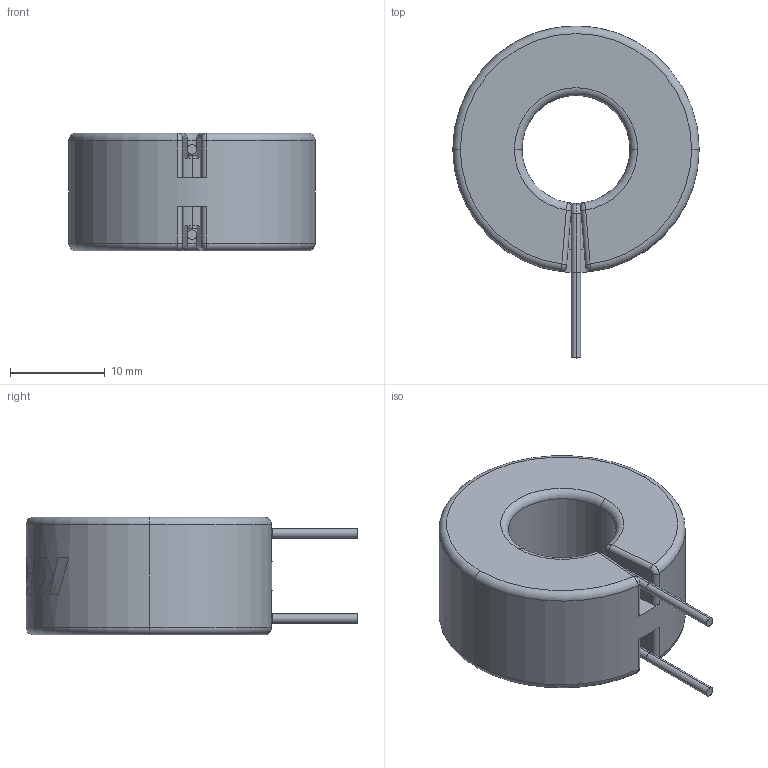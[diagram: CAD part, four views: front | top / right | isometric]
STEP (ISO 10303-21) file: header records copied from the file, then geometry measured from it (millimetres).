
FILE_DESCRIPTION (( 'STEP AP214' ), '1' );
FILE_NAME ('SHBC12-1R0A0051V.STEP', '2019-01-29T06:20:40', ( '' ), ( '' ), 'SwSTEP 2.0', 'SolidWorks 2018', '' );
FILE_SCHEMA (( 'AUTOMOTIVE_DESIGN' ));
Length unit declared in the file: millimetre
Products named in the file (1): SHBC12-1R0A0051V
Bounding box: 26 x 35 x 12.4 mm (x, y, z)
Volume: 5232.9 mm3; surface area: 2409.1 mm2
Topology: 1 solids, 1 shells, 80 faces, 246 edges, 169 vertices
Faces by surface type: cylinder 42, torus 16, plane 14, bspline 8
Entity records: 3975 total; most frequent: CARTESIAN_POINT 901, ORIENTED_EDGE 492, DIRECTION 435, EDGE_CURVE 246, AXIS2_PLACEMENT_3D 185, VERTEX_POINT 169, CIRCLE 112, EDGE_LOOP 83
